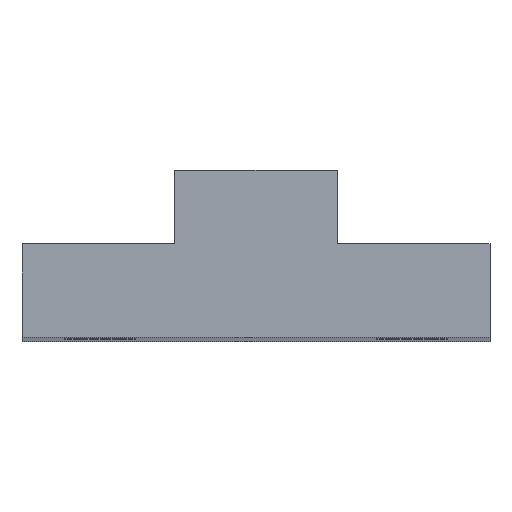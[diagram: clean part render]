
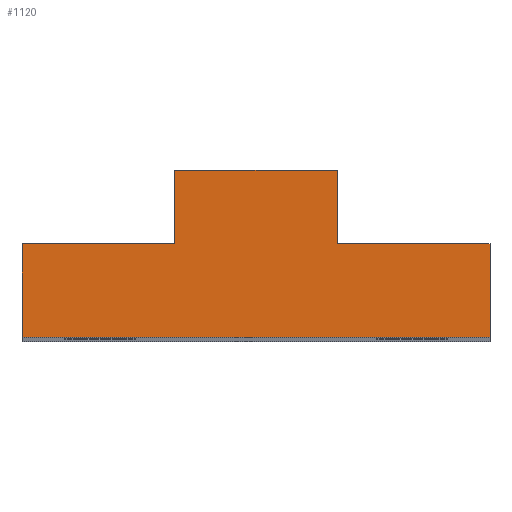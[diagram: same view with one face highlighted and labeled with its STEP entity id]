
A CAD part, top view. The second image highlights one B-rep face of the part: STEP entity #1120.
In plain terms, the highlighted planar face has unit normal (0, 0, 1).
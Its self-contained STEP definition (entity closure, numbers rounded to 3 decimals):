
#72 = DIRECTION ( 'NONE',  ( 0., 1., 0. ) ) ;
#78 = VERTEX_POINT ( 'NONE', #447 ) ;
#85 = VECTOR ( 'NONE', #222, 1000. ) ;
#86 = VERTEX_POINT ( 'NONE', #237 ) ;
#112 = PLANE ( 'NONE',  #1140 ) ;
#124 = CARTESIAN_POINT ( 'NONE',  ( 0., 0., 150. ) ) ;
#153 = ORIENTED_EDGE ( 'NONE', *, *, #627, .F. ) ;
#180 = ORIENTED_EDGE ( 'NONE', *, *, #1210, .F. ) ;
#188 = VECTOR ( 'NONE', #280, 1000. ) ;
#206 = CARTESIAN_POINT ( 'NONE',  ( 20.2, 6., 150. ) ) ;
#210 = DIRECTION ( 'NONE',  ( 0., 1., 0. ) ) ;
#222 = DIRECTION ( 'NONE',  ( 1., 0., 0. ) ) ;
#237 = CARTESIAN_POINT ( 'NONE',  ( 20.2, 10.7, 150. ) ) ;
#238 = CARTESIAN_POINT ( 'NONE',  ( 30., 0., 150. ) ) ;
#243 = CARTESIAN_POINT ( 'NONE',  ( 9.8, 10.7, 150. ) ) ;
#280 = DIRECTION ( 'NONE',  ( 1., 0., 0. ) ) ;
#298 = VECTOR ( 'NONE', #499, 1000. ) ;
#313 = CARTESIAN_POINT ( 'NONE',  ( 20.2, 6., 150. ) ) ;
#346 = CARTESIAN_POINT ( 'NONE',  ( 0., 0., 150. ) ) ;
#373 = EDGE_CURVE ( 'NONE', #78, #86, #1085, .T. ) ;
#394 = EDGE_LOOP ( 'NONE', ( #1144, #180, #1064, #414, #153, #841, #590, #701 ) ) ;
#398 = EDGE_CURVE ( 'NONE', #970, #564, #1200, .T. ) ;
#407 = DIRECTION ( 'NONE',  ( -1., 0., 0. ) ) ;
#414 = ORIENTED_EDGE ( 'NONE', *, *, #795, .F. ) ;
#416 = DIRECTION ( 'NONE',  ( 1., 0., 0. ) ) ;
#427 = CARTESIAN_POINT ( 'NONE',  ( 0., 6., 150. ) ) ;
#447 = CARTESIAN_POINT ( 'NONE',  ( 20.2, 6., 150. ) ) ;
#499 = DIRECTION ( 'NONE',  ( 0., 1., 0. ) ) ;
#506 = CARTESIAN_POINT ( 'NONE',  ( 30., 0., 150. ) ) ;
#524 = CARTESIAN_POINT ( 'NONE',  ( 0., 0., 150. ) ) ;
#564 = VERTEX_POINT ( 'NONE', #1225 ) ;
#590 = ORIENTED_EDGE ( 'NONE', *, *, #1146, .T. ) ;
#607 = VECTOR ( 'NONE', #1020, 1000. ) ;
#608 = VERTEX_POINT ( 'NONE', #124 ) ;
#621 = VERTEX_POINT ( 'NONE', #427 ) ;
#627 = EDGE_CURVE ( 'NONE', #608, #621, #644, .T. ) ;
#644 = LINE ( 'NONE', #346, #1118 ) ;
#664 = CARTESIAN_POINT ( 'NONE',  ( 30., 6., 150. ) ) ;
#691 = VECTOR ( 'NONE', #210, 1000. ) ;
#694 = VERTEX_POINT ( 'NONE', #664 ) ;
#701 = ORIENTED_EDGE ( 'NONE', *, *, #1097, .F. ) ;
#708 = LINE ( 'NONE', #813, #85 ) ;
#713 = LINE ( 'NONE', #313, #719 ) ;
#719 = VECTOR ( 'NONE', #416, 1000. ) ;
#767 = LINE ( 'NONE', #868, #188 ) ;
#795 = EDGE_CURVE ( 'NONE', #621, #970, #767, .T. ) ;
#813 = CARTESIAN_POINT ( 'NONE',  ( 0., 0., 150. ) ) ;
#841 = ORIENTED_EDGE ( 'NONE', *, *, #1050, .T. ) ;
#868 = CARTESIAN_POINT ( 'NONE',  ( 0., 6., 150. ) ) ;
#916 = DIRECTION ( 'NONE',  ( 0., 0., -1. ) ) ;
#970 = VERTEX_POINT ( 'NONE', #1278 ) ;
#1005 = FACE_OUTER_BOUND ( 'NONE', #394, .T. ) ;
#1020 = DIRECTION ( 'NONE',  ( 1., 0., 0. ) ) ;
#1050 = EDGE_CURVE ( 'NONE', #608, #1194, #708, .T. ) ;
#1064 = ORIENTED_EDGE ( 'NONE', *, *, #398, .F. ) ;
#1085 = LINE ( 'NONE', #206, #1094 ) ;
#1088 = LINE ( 'NONE', #506, #691 ) ;
#1094 = VECTOR ( 'NONE', #1178, 1000. ) ;
#1097 = EDGE_CURVE ( 'NONE', #78, #694, #713, .T. ) ;
#1118 = VECTOR ( 'NONE', #72, 1000. ) ;
#1120 = ADVANCED_FACE ( 'NONE', ( #1005 ), #112, .F. ) ;
#1140 = AXIS2_PLACEMENT_3D ( 'NONE', #524, #916, #407 ) ;
#1144 = ORIENTED_EDGE ( 'NONE', *, *, #373, .T. ) ;
#1146 = EDGE_CURVE ( 'NONE', #1194, #694, #1088, .T. ) ;
#1178 = DIRECTION ( 'NONE',  ( 0., 1., 0. ) ) ;
#1185 = CARTESIAN_POINT ( 'NONE',  ( 9.8, 6., 150. ) ) ;
#1194 = VERTEX_POINT ( 'NONE', #238 ) ;
#1200 = LINE ( 'NONE', #1185, #298 ) ;
#1210 = EDGE_CURVE ( 'NONE', #564, #86, #1230, .T. ) ;
#1225 = CARTESIAN_POINT ( 'NONE',  ( 9.8, 10.7, 150. ) ) ;
#1230 = LINE ( 'NONE', #243, #607 ) ;
#1278 = CARTESIAN_POINT ( 'NONE',  ( 9.8, 6., 150. ) ) ;
